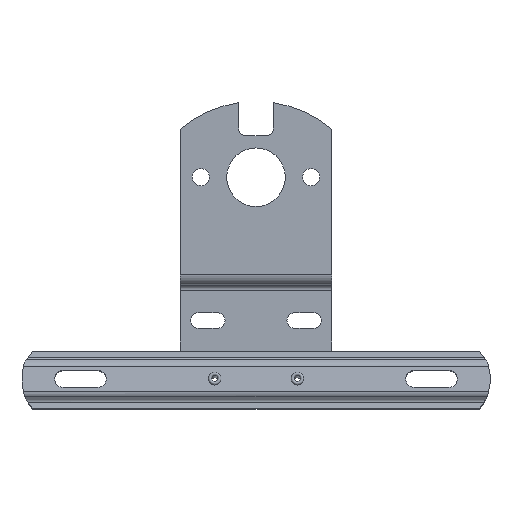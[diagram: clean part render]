
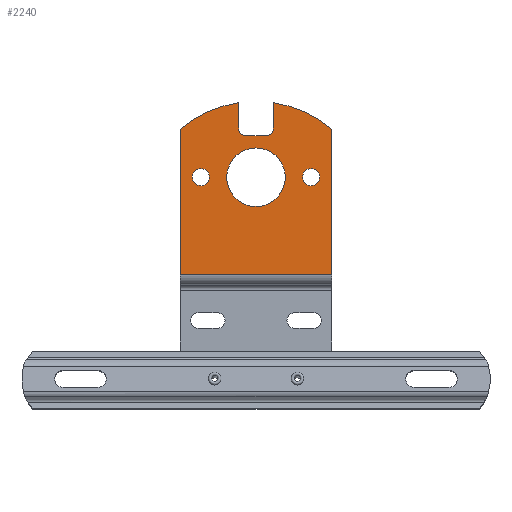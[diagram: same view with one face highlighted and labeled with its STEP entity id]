
A CAD part, top view. The second image highlights one B-rep face of the part: STEP entity #2240.
In plain terms, the highlighted planar face has unit normal (0, 0, 1).
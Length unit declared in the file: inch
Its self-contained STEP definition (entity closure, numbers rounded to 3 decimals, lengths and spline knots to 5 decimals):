
#132=LINE('',#4944,#307);
#134=LINE('',#4948,#309);
#135=LINE('',#4952,#310);
#136=LINE('',#4956,#311);
#137=LINE('',#4960,#312);
#138=LINE('',#4963,#313);
#307=VECTOR('',#2942,0.3937);
#309=VECTOR('',#2946,0.3937);
#310=VECTOR('',#2949,0.3937);
#311=VECTOR('',#2952,0.3937);
#312=VECTOR('',#2955,0.3937);
#313=VECTOR('',#2958,0.3937);
#462=FACE_BOUND('',#686,.T.);
#463=FACE_BOUND('',#687,.T.);
#464=FACE_BOUND('',#688,.T.);
#548=FACE_OUTER_BOUND('',#685,.T.);
#685=EDGE_LOOP('',(#1740,#1741,#1742,#1743,#1744,#1745,#1746,#1747,#1748,
#1749));
#686=EDGE_LOOP('',(#1750));
#687=EDGE_LOOP('',(#1751));
#688=EDGE_LOOP('',(#1752));
#831=CIRCLE('',#2463,2.14063);
#832=CIRCLE('',#2464,0.125);
#833=CIRCLE('',#2465,0.125);
#834=CIRCLE('',#2466,2.14063);
#835=CIRCLE('',#2467,0.15625);
#836=CIRCLE('',#2468,0.15625);
#837=CIRCLE('',#2469,0.53125);
#988=VERTEX_POINT('',#4928);
#991=VERTEX_POINT('',#4935);
#993=VERTEX_POINT('',#4947);
#994=VERTEX_POINT('',#4949);
#995=VERTEX_POINT('',#4951);
#996=VERTEX_POINT('',#4953);
#997=VERTEX_POINT('',#4955);
#998=VERTEX_POINT('',#4957);
#999=VERTEX_POINT('',#4959);
#1000=VERTEX_POINT('',#4961);
#1001=VERTEX_POINT('',#4964);
#1002=VERTEX_POINT('',#4966);
#1003=VERTEX_POINT('',#4968);
#1249=EDGE_CURVE('',#988,#991,#132,.T.);
#1251=EDGE_CURVE('',#991,#993,#134,.T.);
#1252=EDGE_CURVE('',#993,#994,#831,.T.);
#1253=EDGE_CURVE('',#994,#995,#135,.T.);
#1254=EDGE_CURVE('',#995,#996,#832,.T.);
#1255=EDGE_CURVE('',#996,#997,#136,.T.);
#1256=EDGE_CURVE('',#997,#998,#833,.T.);
#1257=EDGE_CURVE('',#998,#999,#137,.T.);
#1258=EDGE_CURVE('',#999,#1000,#834,.T.);
#1259=EDGE_CURVE('',#1000,#988,#138,.T.);
#1260=EDGE_CURVE('',#1001,#1001,#835,.T.);
#1261=EDGE_CURVE('',#1002,#1002,#836,.T.);
#1262=EDGE_CURVE('',#1003,#1003,#837,.T.);
#1740=ORIENTED_EDGE('',*,*,#1249,.T.);
#1741=ORIENTED_EDGE('',*,*,#1251,.T.);
#1742=ORIENTED_EDGE('',*,*,#1252,.T.);
#1743=ORIENTED_EDGE('',*,*,#1253,.T.);
#1744=ORIENTED_EDGE('',*,*,#1254,.T.);
#1745=ORIENTED_EDGE('',*,*,#1255,.T.);
#1746=ORIENTED_EDGE('',*,*,#1256,.T.);
#1747=ORIENTED_EDGE('',*,*,#1257,.T.);
#1748=ORIENTED_EDGE('',*,*,#1258,.T.);
#1749=ORIENTED_EDGE('',*,*,#1259,.T.);
#1750=ORIENTED_EDGE('',*,*,#1260,.T.);
#1751=ORIENTED_EDGE('',*,*,#1261,.T.);
#1752=ORIENTED_EDGE('',*,*,#1262,.T.);
#2006=PLANE('',#2462);
#2240=ADVANCED_FACE('',(#548,#462,#463,#464),#2006,.T.);
#2462=AXIS2_PLACEMENT_3D('',#4946,#2944,#2945);
#2463=AXIS2_PLACEMENT_3D('',#4950,#2947,#2948);
#2464=AXIS2_PLACEMENT_3D('',#4954,#2950,#2951);
#2465=AXIS2_PLACEMENT_3D('',#4958,#2953,#2954);
#2466=AXIS2_PLACEMENT_3D('',#4962,#2956,#2957);
#2467=AXIS2_PLACEMENT_3D('',#4965,#2959,#2960);
#2468=AXIS2_PLACEMENT_3D('',#4967,#2961,#2962);
#2469=AXIS2_PLACEMENT_3D('',#4969,#2963,#2964);
#2942=DIRECTION('',(1.,0.,0.));
#2944=DIRECTION('center_axis',(0.,0.,
1.));
#2945=DIRECTION('ref_axis',(1.,0.,0.));
#2946=DIRECTION('',(0.,1.,0.));
#2947=DIRECTION('center_axis',(0.,0.,
1.));
#2948=DIRECTION('ref_axis',(0.642,0.766,0.));
#2949=DIRECTION('',(0.,-1.,0.));
#2950=DIRECTION('center_axis',(0.,0.,
-1.));
#2951=DIRECTION('ref_axis',(0.,1.,0.));
#2952=DIRECTION('',(-1.,0.,0.));
#2953=DIRECTION('center_axis',(0.,0.,
-1.));
#2954=DIRECTION('ref_axis',(1.,0.,0.));
#2955=DIRECTION('',(0.,1.,0.));
#2956=DIRECTION('center_axis',(0.,0.,
1.));
#2957=DIRECTION('ref_axis',(-0.146,0.989,0.));
#2958=DIRECTION('',(0.,-1.,0.));
#2959=DIRECTION('center_axis',(0.,0.,
-1.));
#2960=DIRECTION('ref_axis',(-1.,0.,0.));
#2961=DIRECTION('center_axis',(0.,0.,
-1.));
#2962=DIRECTION('ref_axis',(-1.,0.,0.));
#2963=DIRECTION('center_axis',(0.,0.,
-1.));
#2964=DIRECTION('ref_axis',(-1.,0.,0.));
#4928=CARTESIAN_POINT('',(-1.78453,0.40151,0.42518));
#4935=CARTESIAN_POINT('',(0.96547,0.40151,0.42518));
#4944=CARTESIAN_POINT('',(0.27797,0.40151,0.42518));
#4946=CARTESIAN_POINT('Origin',(-0.40953,0.54662,0.42518));
#4947=CARTESIAN_POINT('',(0.96547,3.04553,0.42518));
#4948=CARTESIAN_POINT('',(0.96547,-2.45447,0.42518));
#4949=CARTESIAN_POINT('',(-0.09703,3.5226,0.42518));
#4950=CARTESIAN_POINT('Origin',(-0.40953,1.40491,0.42518));
#4951=CARTESIAN_POINT('',(-0.09703,3.04553,0.42518));
#4952=CARTESIAN_POINT('',(-0.09703,3.5226,0.42518));
#4953=CARTESIAN_POINT('',(-0.22203,2.92053,0.42518));
#4954=CARTESIAN_POINT('Origin',(-0.22203,3.04553,0.42518));
#4955=CARTESIAN_POINT('',(-0.59703,2.92053,0.42518));
#4956=CARTESIAN_POINT('',(-0.22203,2.92053,0.42518));
#4957=CARTESIAN_POINT('',(-0.72203,3.04553,0.42518));
#4958=CARTESIAN_POINT('Origin',(-0.59703,3.04553,0.42518));
#4959=CARTESIAN_POINT('',(-0.72203,3.5226,0.42518));
#4960=CARTESIAN_POINT('',(-0.72203,3.04553,0.42518));
#4961=CARTESIAN_POINT('',(-1.78453,3.04553,0.42518));
#4962=CARTESIAN_POINT('Origin',(-0.40953,1.40491,0.42518));
#4963=CARTESIAN_POINT('',(-1.78453,3.04553,0.42518));
#4964=CARTESIAN_POINT('',(-1.25328,2.17053,0.42518));
#4965=CARTESIAN_POINT('Origin',(-1.40953,2.17053,0.42518));
#4966=CARTESIAN_POINT('',(0.74672,2.17053,0.42518));
#4967=CARTESIAN_POINT('Origin',(0.59047,2.17053,0.42518));
#4968=CARTESIAN_POINT('',(0.12172,2.17053,0.42518));
#4969=CARTESIAN_POINT('Origin',(-0.40953,2.17053,0.42518));
